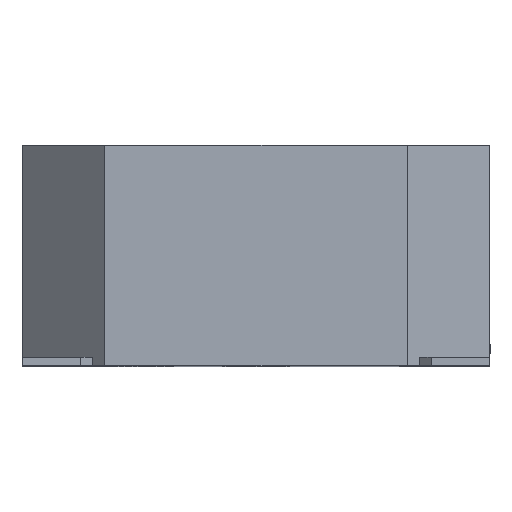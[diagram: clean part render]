
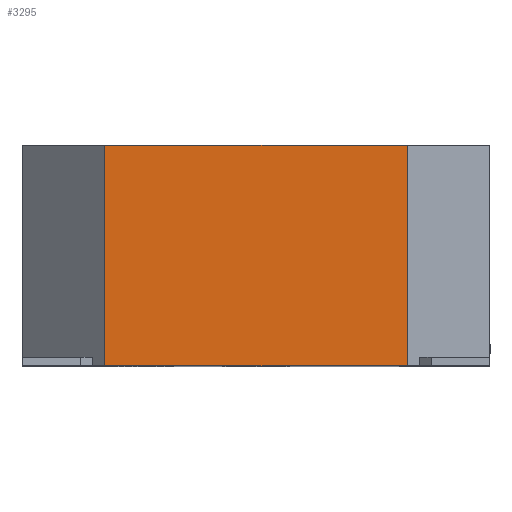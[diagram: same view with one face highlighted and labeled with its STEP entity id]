
A CAD part, top view. The second image highlights one B-rep face of the part: STEP entity #3295.
In plain terms, the highlighted planar face has unit normal (0, 0, 1).
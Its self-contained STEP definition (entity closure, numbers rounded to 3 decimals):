
#115=LINE('',#4672,#501);
#191=LINE('',#4862,#577);
#396=LINE('',#5271,#782);
#397=LINE('',#5273,#783);
#501=VECTOR('',#3816,10.);
#577=VECTOR('',#4000,10.);
#782=VECTOR('',#4365,10.);
#783=VECTOR('',#4368,10.);
#991=FACE_OUTER_BOUND('',#1174,.T.);
#1174=EDGE_LOOP('',(#2828,#2829,#2830,#2831));
#1336=VERTEX_POINT('',#4669);
#1337=VERTEX_POINT('',#4671);
#1396=VERTEX_POINT('',#4859);
#1397=VERTEX_POINT('',#4861);
#1661=EDGE_CURVE('',#1337,#1336,#115,.T.);
#1755=EDGE_CURVE('',#1397,#1396,#191,.T.);
#1960=EDGE_CURVE('',#1397,#1336,#396,.T.);
#1961=EDGE_CURVE('',#1396,#1337,#397,.T.);
#2828=ORIENTED_EDGE('',*,*,#1661,.T.);
#2829=ORIENTED_EDGE('',*,*,#1960,.F.);
#2830=ORIENTED_EDGE('',*,*,#1755,.T.);
#2831=ORIENTED_EDGE('',*,*,#1961,.T.);
#2988=PLANE('',#3542);
#3295=ADVANCED_FACE('',(#991),#2988,.T.);
#3542=AXIS2_PLACEMENT_3D('',#5278,#4375,#4376);
#3816=DIRECTION('',(-1.,0.,0.));
#4000=DIRECTION('',(1.,0.,0.));
#4365=DIRECTION('',(0.,1.,0.));
#4368=DIRECTION('',(0.,1.,0.));
#4375=DIRECTION('center_axis',(0.,0.,1.));
#4376=DIRECTION('ref_axis',(0.,-1.,0.));
#4669=CARTESIAN_POINT('',(-2.772,2.187,4.264));
#4671=CARTESIAN_POINT('',(2.728,2.187,4.264));
#4672=CARTESIAN_POINT('',(-2.772,2.187,4.264));
#4859=CARTESIAN_POINT('',(2.728,-1.813,4.264));
#4861=CARTESIAN_POINT('',(-2.772,-1.813,4.264));
#4862=CARTESIAN_POINT('',(-2.772,-1.813,4.264));
#5271=CARTESIAN_POINT('',(-2.772,-1.813,4.264));
#5273=CARTESIAN_POINT('',(2.728,-1.813,4.264));
#5278=CARTESIAN_POINT('Origin',(2.728,-1.813,4.264));
